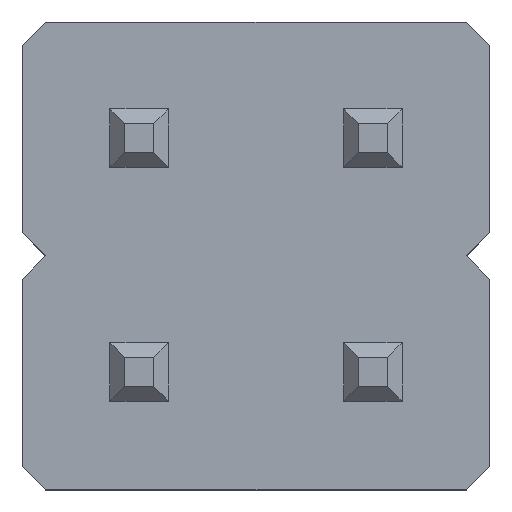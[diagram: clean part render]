
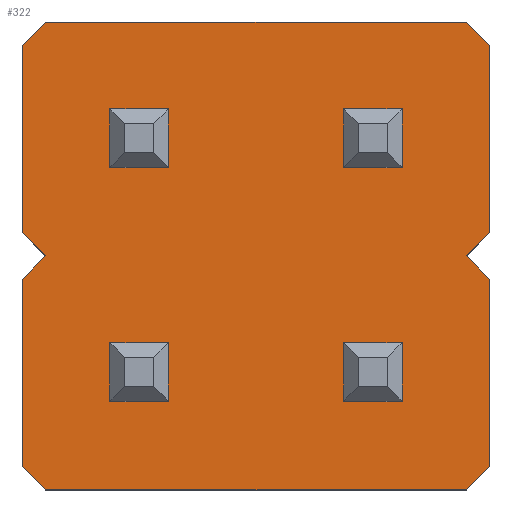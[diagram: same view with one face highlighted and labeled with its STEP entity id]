
A CAD part, top view. The second image highlights one B-rep face of the part: STEP entity #322.
In plain terms, the highlighted planar face has unit normal (0, 0, 1).
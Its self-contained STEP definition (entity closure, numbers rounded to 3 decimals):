
#13=DIRECTION('',(0.,0.,1.));
#24=VERTEX_POINT('',#25);
#25=CARTESIAN_POINT('',(-0.8,1.,2.));
#28=ORIENTED_EDGE('',*,*,#29,.T.);
#29=EDGE_CURVE('',#24,#30,#32,.T.);
#30=VERTEX_POINT('',#31);
#31=CARTESIAN_POINT('',(-1.,0.8,2.));
#32=LINE('',#25,#33);
#33=VECTOR('',#34,1.);
#34=DIRECTION('',(-0.707,-0.707,0.));
#45=DIRECTION('',(0.707,-0.707,0.));
#50=ORIENTED_EDGE('',*,*,#51,.T.);
#51=EDGE_CURVE('',#30,#52,#54,.T.);
#52=VERTEX_POINT('',#53);
#53=CARTESIAN_POINT('',(-1.,-0.8,2.));
#54=LINE('',#31,#55);
#55=VECTOR('',#56,1.);
#56=DIRECTION('',(0.,-1.,0.));
#67=DIRECTION('',(1.,0.,0.));
#72=ORIENTED_EDGE('',*,*,#73,.T.);
#73=EDGE_CURVE('',#52,#74,#76,.T.);
#74=VERTEX_POINT('',#75);
#75=CARTESIAN_POINT('',(-0.8,-1.,2.));
#76=LINE('',#53,#77);
#77=VECTOR('',#45,1.);
#88=DIRECTION('',(0.707,0.707,0.));
#93=ORIENTED_EDGE('',*,*,#94,.T.);
#94=EDGE_CURVE('',#74,#95,#97,.T.);
#95=VERTEX_POINT('',#96);
#96=CARTESIAN_POINT('',(-1.,-1.2,2.));
#97=LINE('',#75,#33);
#112=ORIENTED_EDGE('',*,*,#113,.T.);
#113=EDGE_CURVE('',#95,#114,#116,.T.);
#114=VERTEX_POINT('',#115);
#115=CARTESIAN_POINT('',(-1.,-2.8,2.));
#116=LINE('',#96,#55);
#131=ORIENTED_EDGE('',*,*,#132,.T.);
#132=EDGE_CURVE('',#114,#133,#135,.T.);
#133=VERTEX_POINT('',#134);
#134=CARTESIAN_POINT('',(-0.8,-3.,2.));
#135=LINE('',#115,#77);
#150=ORIENTED_EDGE('',*,*,#151,.T.);
#151=EDGE_CURVE('',#133,#152,#154,.T.);
#152=VERTEX_POINT('',#153);
#153=CARTESIAN_POINT('',(2.8,-3.,2.));
#154=LINE('',#134,#155);
#155=VECTOR('',#67,1.);
#166=DIRECTION('',(0.,1.,0.));
#171=ORIENTED_EDGE('',*,*,#172,.T.);
#172=EDGE_CURVE('',#152,#173,#175,.T.);
#173=VERTEX_POINT('',#174);
#174=CARTESIAN_POINT('',(3.,-2.8,2.));
#175=LINE('',#153,#176);
#176=VECTOR('',#88,1.);
#187=DIRECTION('',(-0.707,0.707,0.));
#192=ORIENTED_EDGE('',*,*,#193,.T.);
#193=EDGE_CURVE('',#173,#194,#196,.T.);
#194=VERTEX_POINT('',#195);
#195=CARTESIAN_POINT('',(3.,-1.2,2.));
#196=LINE('',#174,#197);
#197=VECTOR('',#166,1.);
#213=ORIENTED_EDGE('',*,*,#214,.T.);
#214=EDGE_CURVE('',#194,#215,#217,.T.);
#215=VERTEX_POINT('',#216);
#216=CARTESIAN_POINT('',(2.8,-1.,2.));
#217=LINE('',#195,#218);
#218=VECTOR('',#187,1.);
#233=ORIENTED_EDGE('',*,*,#234,.T.);
#234=EDGE_CURVE('',#215,#235,#237,.T.);
#235=VERTEX_POINT('',#236);
#236=CARTESIAN_POINT('',(3.,-0.8,2.));
#237=LINE('',#216,#176);
#252=ORIENTED_EDGE('',*,*,#253,.T.);
#253=EDGE_CURVE('',#235,#254,#256,.T.);
#254=VERTEX_POINT('',#255);
#255=CARTESIAN_POINT('',(3.,0.8,2.));
#256=LINE('',#236,#197);
#271=ORIENTED_EDGE('',*,*,#272,.T.);
#272=EDGE_CURVE('',#254,#273,#275,.T.);
#273=VERTEX_POINT('',#274);
#274=CARTESIAN_POINT('',(2.8,1.,2.));
#275=LINE('',#255,#218);
#290=ORIENTED_EDGE('',*,*,#291,.T.);
#291=EDGE_CURVE('',#273,#24,#292,.T.);
#292=LINE('',#274,#293);
#293=VECTOR('',#294,1.);
#294=DIRECTION('',(-1.,0.,0.));
#322=ADVANCED_FACE('',(#323),#325,.T.);
#323=FACE_BOUND('',#324,.T.);
#324=EDGE_LOOP('',(#28,#50,#72,#93,#112,#131,#150,#171,#192,#213,#233,#252,#271,#290));
#325=PLANE('',#326);
#326=AXIS2_PLACEMENT_3D('',#327,#13,#67);
#327=CARTESIAN_POINT('',(1.,-1.,2.));
